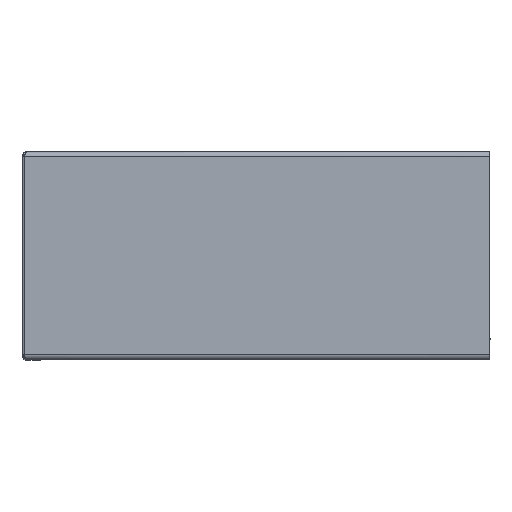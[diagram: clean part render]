
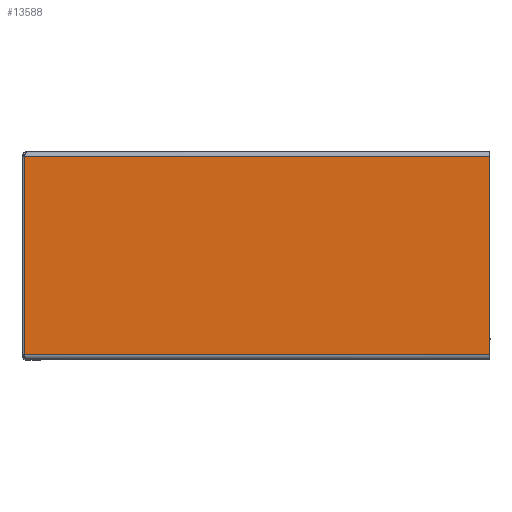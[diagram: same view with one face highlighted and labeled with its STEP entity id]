
A CAD part, top view. The second image highlights one B-rep face of the part: STEP entity #13588.
In plain terms, the highlighted planar face has unit normal (0, 0, 1).
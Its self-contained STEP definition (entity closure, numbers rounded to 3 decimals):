
#521 = VERTEX_POINT ( 'NONE', #12329 ) ;
#572 = ORIENTED_EDGE ( 'NONE', *, *, #5415, .T. ) ;
#605 = EDGE_LOOP ( 'NONE', ( #24463, #4392, #23176, #22255, #572, #13975 ) ) ;
#1125 = DIRECTION ( 'NONE',  ( -1., 0., 0. ) ) ;
#1887 = LINE ( 'NONE', #17554, #23619 ) ;
#2360 = VERTEX_POINT ( 'NONE', #11371 ) ;
#2392 = DIRECTION ( 'NONE',  ( 1., 0., 0. ) ) ;
#3337 = CARTESIAN_POINT ( 'NONE',  ( 132.35, 75., 299.999 ) ) ;
#3447 = AXIS2_PLACEMENT_3D ( 'NONE', #14716, #12551, #6093 ) ;
#3913 = PLANE ( 'NONE',  #3447 ) ;
#3926 = LINE ( 'NONE', #5491, #19911 ) ;
#4392 = ORIENTED_EDGE ( 'NONE', *, *, #8956, .T. ) ;
#4400 = CARTESIAN_POINT ( 'NONE',  ( 430.7, -52., 299.999 ) ) ;
#5269 = VECTOR ( 'NONE', #1125, 1000. ) ;
#5415 = EDGE_CURVE ( 'NONE', #6112, #16512, #3926, .T. ) ;
#5491 = CARTESIAN_POINT ( 'NONE',  ( 430.7, 75., 299.999 ) ) ;
#5813 = EDGE_CURVE ( 'NONE', #521, #2360, #5936, .T. ) ;
#5936 = LINE ( 'NONE', #27069, #5269 ) ;
#6093 = DIRECTION ( 'NONE',  ( -1., 0., 0. ) ) ;
#6112 = VERTEX_POINT ( 'NONE', #4400 ) ;
#7424 = VECTOR ( 'NONE', #14381, 1000. ) ;
#7580 = CARTESIAN_POINT ( 'NONE',  ( 430.7, -52., 299.999 ) ) ;
#7689 = DIRECTION ( 'NONE',  ( 0., 1., 0. ) ) ;
#8956 = EDGE_CURVE ( 'NONE', #26974, #2360, #17356, .T. ) ;
#9337 = CARTESIAN_POINT ( 'NONE',  ( 132.301, 75., 299.999 ) ) ;
#9891 = CARTESIAN_POINT ( 'NONE',  ( 132.301, 75., 299.999 ) ) ;
#11371 = CARTESIAN_POINT ( 'NONE',  ( 132.301, -52., 299.999 ) ) ;
#12260 = VECTOR ( 'NONE', #15898, 1000. ) ;
#12329 = CARTESIAN_POINT ( 'NONE',  ( 132.35, -52., 299.999 ) ) ;
#12551 = DIRECTION ( 'NONE',  ( 0., 0., 1. ) ) ;
#13588 = ADVANCED_FACE ( 'NONE', ( #25429 ), #3913, .T. ) ;
#13975 = ORIENTED_EDGE ( 'NONE', *, *, #14216, .T. ) ;
#14103 = DIRECTION ( 'NONE',  ( -1., 0., 0. ) ) ;
#14216 = EDGE_CURVE ( 'NONE', #16512, #26081, #18956, .T. ) ;
#14381 = DIRECTION ( 'NONE',  ( -1., 0., 0. ) ) ;
#14716 = CARTESIAN_POINT ( 'NONE',  ( 430.7, 75., 299.999 ) ) ;
#15530 = LINE ( 'NONE', #7580, #20658 ) ;
#15898 = DIRECTION ( 'NONE',  ( 0., -1., 0. ) ) ;
#16512 = VERTEX_POINT ( 'NONE', #19726 ) ;
#17070 = EDGE_CURVE ( 'NONE', #26974, #26081, #1887, .T. ) ;
#17356 = LINE ( 'NONE', #9337, #12260 ) ;
#17554 = CARTESIAN_POINT ( 'NONE',  ( 1095.583, 75., 299.999 ) ) ;
#18956 = LINE ( 'NONE', #25209, #7424 ) ;
#19726 = CARTESIAN_POINT ( 'NONE',  ( 430.7, 75., 299.999 ) ) ;
#19911 = VECTOR ( 'NONE', #7689, 1000. ) ;
#20658 = VECTOR ( 'NONE', #14103, 1000. ) ;
#22255 = ORIENTED_EDGE ( 'NONE', *, *, #26506, .F. ) ;
#23176 = ORIENTED_EDGE ( 'NONE', *, *, #5813, .F. ) ;
#23619 = VECTOR ( 'NONE', #2392, 1000. ) ;
#24463 = ORIENTED_EDGE ( 'NONE', *, *, #17070, .F. ) ;
#25209 = CARTESIAN_POINT ( 'NONE',  ( 430.7, 75., 299.999 ) ) ;
#25429 = FACE_OUTER_BOUND ( 'NONE', #605, .T. ) ;
#26081 = VERTEX_POINT ( 'NONE', #3337 ) ;
#26506 = EDGE_CURVE ( 'NONE', #6112, #521, #15530, .T. ) ;
#26974 = VERTEX_POINT ( 'NONE', #9891 ) ;
#27069 = CARTESIAN_POINT ( 'NONE',  ( 1062.189, -52., 299.999 ) ) ;
